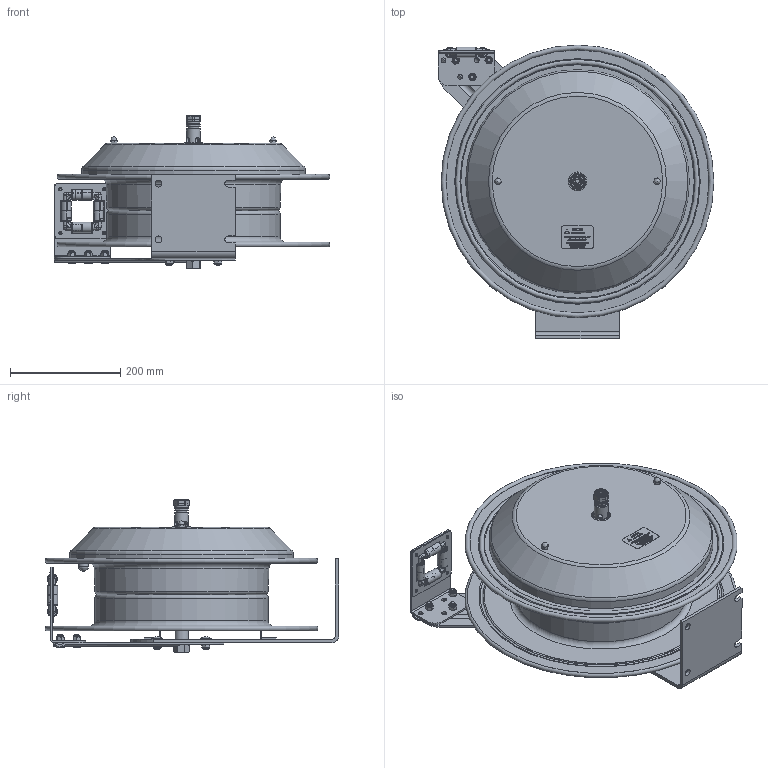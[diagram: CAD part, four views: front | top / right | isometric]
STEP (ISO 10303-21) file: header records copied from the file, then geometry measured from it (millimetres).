
FILE_DESCRIPTION(/* description */ (''),/* implementation_level */ '2;1');
FILE_NAME(/* name */ 'PC19-7516-E_SHARED.stp',/* time_stamp */ '2020-03-18T08:42:45-07:00',/* author */ ('NMelton'),/* organization */ (''),/* preprocessor_version */ 'ST-DEVELOPER v17',/* originating_system */ 'Autodesk Inventor 2019',/* authorisation */ '');
FILE_SCHEMA (('AUTOMOTIVE_DESIGN { 1 0 10303 214 3 1 1 }'));
Products named in the file (1): PC19-7516-E_SHARED
Bounding box: 500.62 x 533.4 x 278.52 mm (x, y, z)
Surface area: 1357174.9 mm2 (no closed solid volume)
Topology: 0 solids, 125 shells, 3329 faces, 13848 edges, 10083 vertices
Faces by surface type: plane 1963, bspline 760, cylinder 365, cone 145, torus 62, sphere 34
Full cylindrical faces by diameter (mm): 2.54 x1, 3.048 x1, 4.699 x4, 4.978 x1, 5.556 x1, 5.588 x2, 6.248 x2, 6.35 x4, 7.62 x1, 7.938 x3, 8.636 x2, 8.731 x7, 9.525 x4, 10.414 x1, 11.43 x3, 12.192 x7, 12.446 x1, 12.7 x3, 15.875 x2, 17.399 x1, 17.78 x2, 18.542 x1, 19.05 x5, 21.488 x1, 23.698 x1, 25.362 x1, 25.4 x2, 26.568 x1, 28.575 x1, 28.702 x1
Entity records: 150991 total; most frequent: CARTESIAN_POINT 44413, ORIENTED_EDGE 20877, DIRECTION 17194, EDGE_CURVE 13805, VERTEX_POINT 10083, LINE 8600, VECTOR 8600, AXIS2_PLACEMENT_3D 4297
